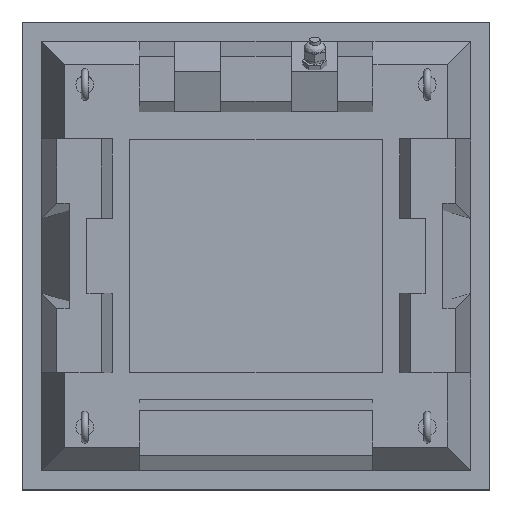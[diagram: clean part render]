
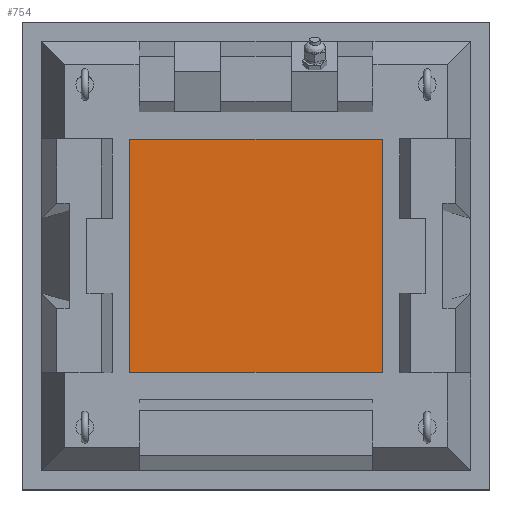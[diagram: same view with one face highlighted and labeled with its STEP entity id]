
A CAD part, top view. The second image highlights one B-rep face of the part: STEP entity #754.
In plain terms, the highlighted planar face has unit normal (0, 0, 1).
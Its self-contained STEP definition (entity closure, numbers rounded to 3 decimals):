
#226=LINE('',#3671,#490);
#229=LINE('',#3677,#493);
#231=LINE('',#3681,#495);
#232=LINE('',#3683,#496);
#490=VECTOR('',#2863,1.);
#493=VECTOR('',#2868,1.);
#495=VECTOR('',#2872,1.);
#496=VECTOR('',#2875,1.);
#754=ADVANCED_FACE('',(#991),#877,.T.);
#877=PLANE('',#2430);
#991=FACE_OUTER_BOUND('',#1129,.T.);
#1129=EDGE_LOOP('',(#1576,#1577,#1578,#1579));
#1576=ORIENTED_EDGE('',*,*,#2235,.T.);
#1577=ORIENTED_EDGE('',*,*,#2238,.T.);
#1578=ORIENTED_EDGE('',*,*,#2240,.T.);
#1579=ORIENTED_EDGE('',*,*,#2241,.T.);
#1975=VERTEX_POINT('',#3670);
#1976=VERTEX_POINT('',#3672);
#1977=VERTEX_POINT('',#3676);
#1978=VERTEX_POINT('',#3680);
#2235=EDGE_CURVE('',#1976,#1975,#226,.T.);
#2238=EDGE_CURVE('',#1975,#1977,#229,.T.);
#2240=EDGE_CURVE('',#1977,#1978,#231,.T.);
#2241=EDGE_CURVE('',#1978,#1976,#232,.T.);
#2430=AXIS2_PLACEMENT_3D('',#3685,#2878,#2879);
#2863=DIRECTION('',(-1.,0.,0.));
#2868=DIRECTION('',(0.,-1.,0.));
#2872=DIRECTION('',(1.,0.,0.));
#2875=DIRECTION('',(0.,1.,0.));
#2878=DIRECTION('',(0.,0.,1.));
#2879=DIRECTION('',(1.,0.,0.));
#3670=CARTESIAN_POINT('',(-143.,132.,-193.5));
#3671=CARTESIAN_POINT('',(143.,132.,-193.5));
#3672=CARTESIAN_POINT('',(143.,132.,-193.5));
#3676=CARTESIAN_POINT('',(-143.,-132.,-193.5));
#3677=CARTESIAN_POINT('',(-143.,132.,-193.5));
#3680=CARTESIAN_POINT('',(143.,-132.,-193.5));
#3681=CARTESIAN_POINT('',(-143.,-132.,-193.5));
#3683=CARTESIAN_POINT('',(143.,-132.,-193.5));
#3685=CARTESIAN_POINT('',(0.,0.,-193.5));
